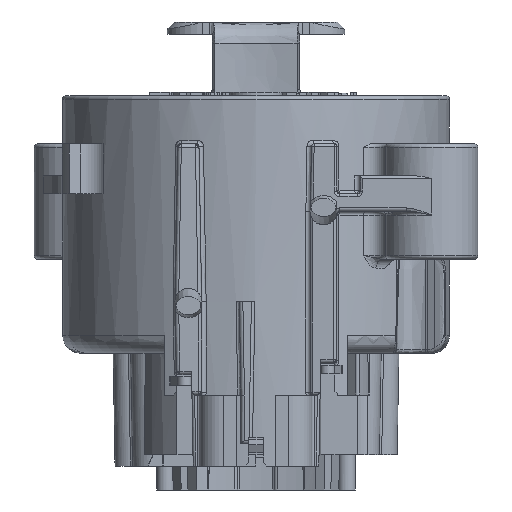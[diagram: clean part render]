
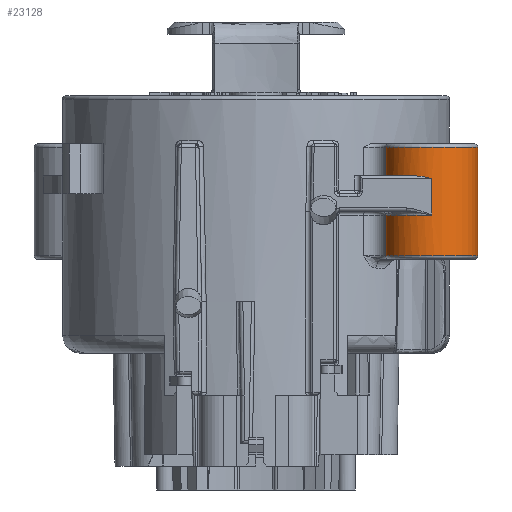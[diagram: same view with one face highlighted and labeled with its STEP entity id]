
A CAD part, front view. The second image highlights one B-rep face of the part: STEP entity #23128.
In plain terms, the highlighted cylindrical face has radius 2.6 mm (diameter 5.2 mm), a partial arc.
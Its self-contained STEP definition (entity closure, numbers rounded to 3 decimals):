
#2500=DIRECTION('',(0.,0.,1.));
#2501=VECTOR('',#2500,6.1);
#2502=CARTESIAN_POINT('',(11.953,-8.304,-0.8));
#2503=LINE('',#2502,#2501);
#2531=CARTESIAN_POINT('',(9.9,-9.9,5.3));
#2532=DIRECTION('',(0.,0.,1.));
#2533=DIRECTION('',(-0.999,0.051,0.));
#2534=AXIS2_PLACEMENT_3D('',#2531,#2532,#2533);
#2536=CARTESIAN_POINT('',(9.9,-9.9,-0.8));
#2537=DIRECTION('',(0.,0.,1.));
#2538=DIRECTION('',(-0.999,0.051,0.));
#2539=AXIS2_PLACEMENT_3D('',#2536,#2537,#2538);
#2559=DIRECTION('',(0.,0.,-1.));
#2560=VECTOR('',#2559,1.61);
#2561=CARTESIAN_POINT('',(7.303,-9.766,5.3));
#2562=LINE('',#2561,#2560);
#2577=CARTESIAN_POINT('',(9.9,-9.9,3.69));
#2578=DIRECTION('',(0.,0.,-1.));
#2579=DIRECTION('',(-0.335,-0.942,0.));
#2580=AXIS2_PLACEMENT_3D('',#2577,#2578,#2579);
#2599=CARTESIAN_POINT('',(9.03,-12.35,3.69));
#2600=CARTESIAN_POINT('',(9.124,-12.384,3.69));
#2601=CARTESIAN_POINT('',(9.317,-12.44,3.669));
#2602=CARTESIAN_POINT('',(9.608,-12.489,3.61));
#2603=CARTESIAN_POINT('',(9.803,-12.5,3.563));
#2604=CARTESIAN_POINT('',(9.9,-12.5,3.54));
#2621=DIRECTION('',(0.,0.,-1.));
#2622=VECTOR('',#2621,2.05);
#2623=CARTESIAN_POINT('',(9.9,-12.5,3.54));
#2624=LINE('',#2623,#2622);
#9197=CARTESIAN_POINT('',(9.9,-9.9,1.49));
#9198=DIRECTION('',(0.,0.,-1.));
#9199=DIRECTION('',(0.,-1.,0.));
#9200=AXIS2_PLACEMENT_3D('',#9197,#9198,#9199);
#9256=DIRECTION('',(0.,0.,-1.));
#9257=VECTOR('',#9256,2.29);
#9258=CARTESIAN_POINT('',(7.303,-9.766,1.49));
#9259=LINE('',#9258,#9257);
#16731=CARTESIAN_POINT('',(7.303,-9.766,3.69));
#16733=VERTEX_POINT('',#16731);
#16929=CARTESIAN_POINT('',(9.9,-12.5,3.54));
#16931=VERTEX_POINT('',#16929);
#16933=CARTESIAN_POINT('',(9.03,-12.35,3.69));
#16935=VERTEX_POINT('',#16933);
#16994=CARTESIAN_POINT('',(9.9,-12.5,1.49));
#16995=VERTEX_POINT('',#16994);
#17006=CARTESIAN_POINT('',(7.303,-9.766,1.49));
#17008=VERTEX_POINT('',#17006);
#17584=CARTESIAN_POINT('',(11.953,-8.304,5.3));
#17585=VERTEX_POINT('',#17584);
#17588=CARTESIAN_POINT('',(7.303,-9.766,5.3));
#17589=VERTEX_POINT('',#17588);
#17596=CARTESIAN_POINT('',(11.953,-8.304,-0.8));
#17597=VERTEX_POINT('',#17596);
#17606=CARTESIAN_POINT('',(7.303,-9.766,-0.8));
#17607=VERTEX_POINT('',#17606);
#23105=CARTESIAN_POINT('',(9.9,-9.9,5.5));
#23106=DIRECTION('',(0.,0.,1.));
#23107=DIRECTION('',(1.,0.,0.));
#23108=AXIS2_PLACEMENT_3D('',#23105,#23106,#23107);
#23109=CYLINDRICAL_SURFACE('',#23108,2.6);
#23111=ORIENTED_EDGE('',*,*,#23110,.T.);
#23112=ORIENTED_EDGE('',*,*,#23060,.F.);
#23113=ORIENTED_EDGE('',*,*,#23096,.F.);
#23115=ORIENTED_EDGE('',*,*,#23114,.F.);
#23117=ORIENTED_EDGE('',*,*,#23116,.F.);
#23119=ORIENTED_EDGE('',*,*,#23118,.F.);
#23121=ORIENTED_EDGE('',*,*,#23120,.F.);
#23123=ORIENTED_EDGE('',*,*,#23122,.T.);
#23125=ORIENTED_EDGE('',*,*,#23124,.F.);
#23126=EDGE_LOOP('',(#23111,#23112,#23113,#23115,#23117,#23119,#23121,#23123,
#23125));
#23127=FACE_OUTER_BOUND('',#23126,.F.);
#23128=ADVANCED_FACE('',(#23127),#23109,.T.);
#2535=CIRCLE('',#2534,2.6);
#2540=CIRCLE('',#2539,2.6);
#2581=CIRCLE('',#2580,2.6);
#2605=B_SPLINE_CURVE_WITH_KNOTS('',3,(#2599,#2600,#2601,#2602,#2603,#2604),
.UNSPECIFIED.,.F.,.F.,(4,1,1,4),(0.,0.333,0.667,1.),
.UNSPECIFIED.);
#9201=CIRCLE('',#9200,2.6);
#23060=EDGE_CURVE('',#17597,#17585,#2503,.T.);
#23096=EDGE_CURVE('',#17607,#17597,#2540,.T.);
#23110=EDGE_CURVE('',#17589,#17585,#2535,.T.);
#23114=EDGE_CURVE('',#17008,#17607,#9259,.T.);
#23116=EDGE_CURVE('',#16995,#17008,#9201,.T.);
#23118=EDGE_CURVE('',#16931,#16995,#2624,.T.);
#23120=EDGE_CURVE('',#16935,#16931,#2605,.T.);
#23122=EDGE_CURVE('',#16935,#16733,#2581,.T.);
#23124=EDGE_CURVE('',#17589,#16733,#2562,.T.);
